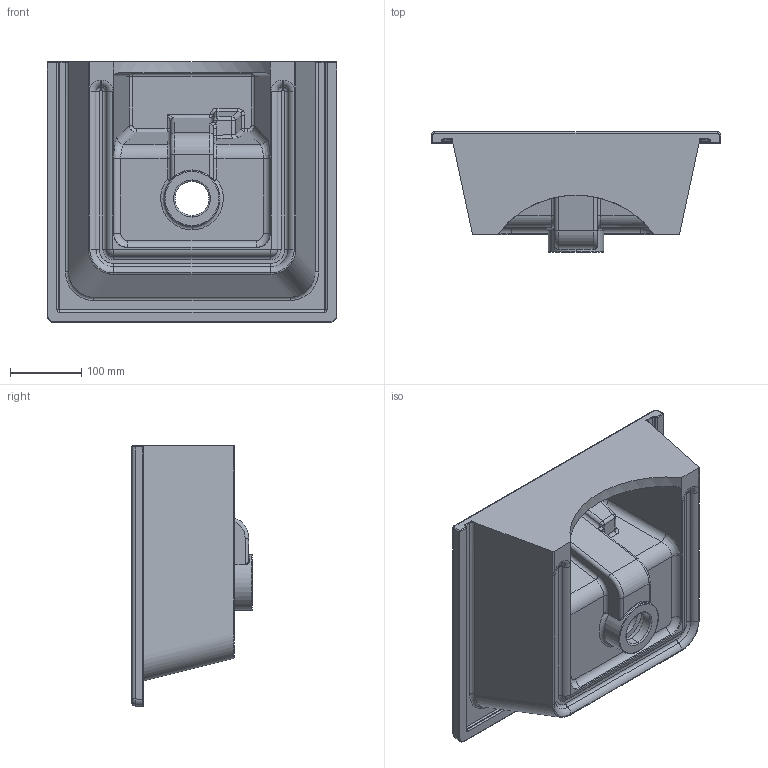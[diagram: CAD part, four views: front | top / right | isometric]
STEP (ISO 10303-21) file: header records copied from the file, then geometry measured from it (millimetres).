
FILE_DESCRIPTION (( 'STEP AP214' ), '1' );
FILE_NAME ('UN040B_STEP_V21022.STEP', '2022-10-21T09:51:13', ( '' ), ( '' ), 'SwSTEP 2.0', 'SolidWorks 2019', '' );
FILE_SCHEMA (( 'AUTOMOTIVE_DESIGN' ));
Length unit declared in the file: millimetre
Products named in the file (1): UN040B_STEP_V21022
Bounding box: 406.57 x 169 x 365.78 mm (x, y, z)
Volume: 5560053.4 mm3; surface area: 632866.7 mm2
Topology: 1 solids, 1 shells, 252 faces, 627 edges, 369 vertices
Faces by surface type: cylinder 93, bspline 70, torus 39, plane 36, sphere 10, cone 4
Entity records: 14353 total; most frequent: CARTESIAN_POINT 8842, ORIENTED_EDGE 1232, DIRECTION 1089, EDGE_CURVE 616, AXIS2_PLACEMENT_3D 451, VERTEX_POINT 369, CIRCLE 268, EDGE_LOOP 259
